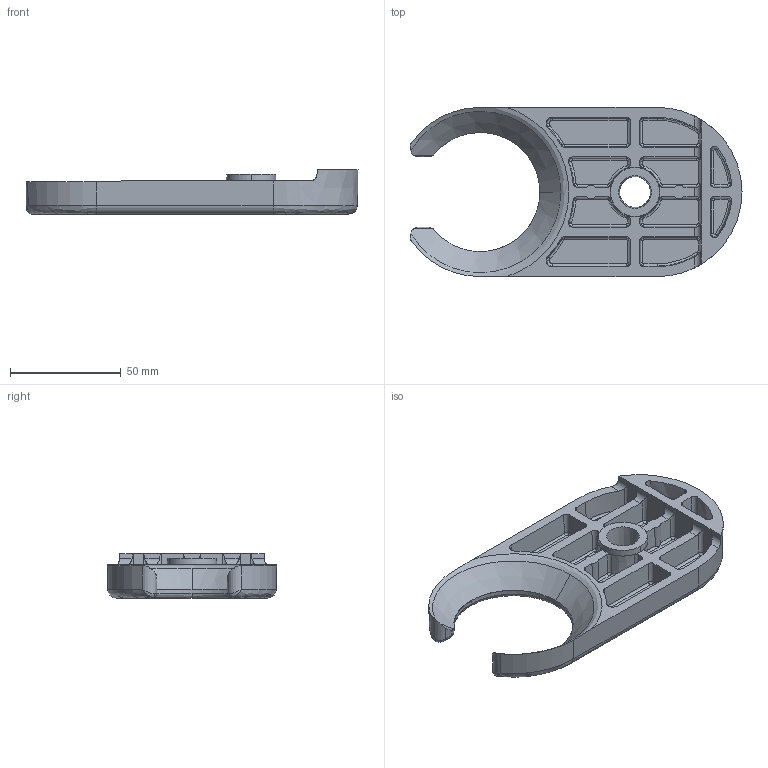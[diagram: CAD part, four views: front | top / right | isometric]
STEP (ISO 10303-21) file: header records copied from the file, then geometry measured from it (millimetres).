
FILE_DESCRIPTION (( 'STEP AP203' ), '1' );
FILE_NAME ('A60.16.80.01 Trapezoid floor clamping plate 80.STEP', '2018-09-28T13:30:43', ( '' ), ( '' ), 'SwSTEP 2.0', 'SolidWorks 2015', '' );
FILE_SCHEMA (( 'CONFIG_CONTROL_DESIGN' ));
Length unit declared in the file: inch
Products named in the file (2): A60.16.80.01 Trapezoid floor clamping plate 80
Bounding box: 150.09 x 76.52 x 20 mm (x, y, z)
Volume: 77253.8 mm3; surface area: 31291 mm2
Topology: 1 solids, 1 shells, 256 faces, 633 edges, 385 vertices
Faces by surface type: bspline 75, cone 73, plane 61, cylinder 47
Entity records: 9617 total; most frequent: CARTESIAN_POINT 3826, ORIENTED_EDGE 1262, DIRECTION 1117, EDGE_CURVE 631, AXIS2_PLACEMENT_3D 439, VERTEX_POINT 385, EDGE_LOOP 266, FACE_OUTER_BOUND 256
